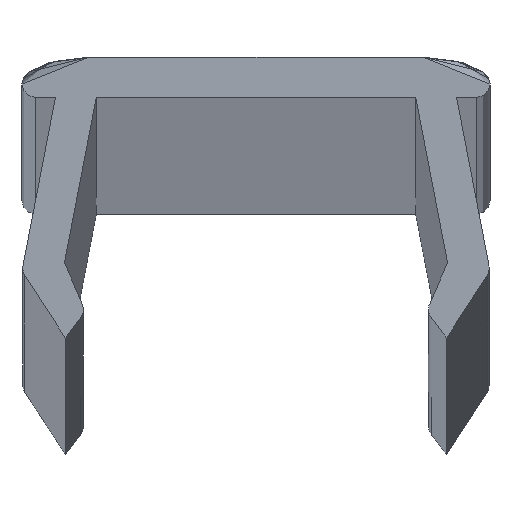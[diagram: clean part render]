
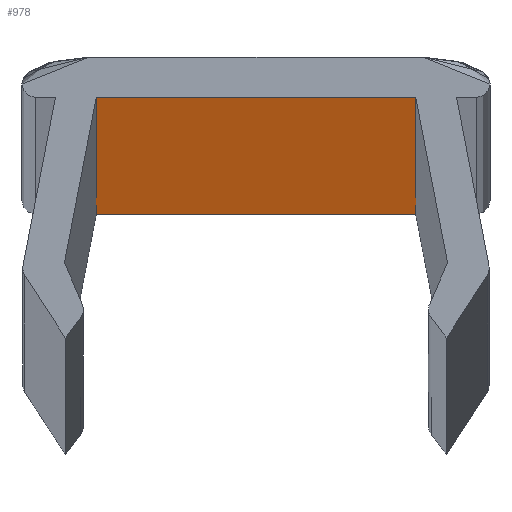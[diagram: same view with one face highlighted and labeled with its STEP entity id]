
A CAD part, top view. The second image highlights one B-rep face of the part: STEP entity #978.
In plain terms, the highlighted planar face has unit normal (0, -1, 0).
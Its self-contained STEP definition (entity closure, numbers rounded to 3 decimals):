
#26 = EDGE_CURVE ( 'NONE', #246, #963, #266, .T. ) ;
#32 = LINE ( 'NONE', #943, #35 ) ;
#35 = VECTOR ( 'NONE', #948, 1000. ) ;
#41 = ORIENTED_EDGE ( 'NONE', *, *, #26, .F. ) ;
#48 = CARTESIAN_POINT ( 'NONE',  ( 0., 3.6, 1000. ) ) ;
#51 = DIRECTION ( 'NONE',  ( 1., 0., 0. ) ) ;
#99 = CARTESIAN_POINT ( 'NONE',  ( 2.389, 3.6, 1000. ) ) ;
#103 = VECTOR ( 'NONE', #808, 1000. ) ;
#118 = CARTESIAN_POINT ( 'NONE',  ( 2.389, 3.6, 0. ) ) ;
#161 = CARTESIAN_POINT ( 'NONE',  ( -2.389, 3.6, 1000. ) ) ;
#179 = VECTOR ( 'NONE', #249, 1000. ) ;
#182 = EDGE_CURVE ( 'NONE', #962, #348, #689, .T. ) ;
#243 = ORIENTED_EDGE ( 'NONE', *, *, #182, .T. ) ;
#246 = VERTEX_POINT ( 'NONE', #99 ) ;
#249 = DIRECTION ( 'NONE',  ( 0., 0., -1. ) ) ;
#266 = LINE ( 'NONE', #578, #179 ) ;
#268 = PLANE ( 'NONE',  #969 ) ;
#341 = LINE ( 'NONE', #504, #937 ) ;
#348 = VERTEX_POINT ( 'NONE', #814 ) ;
#349 = DIRECTION ( 'NONE',  ( -1., 0., 0. ) ) ;
#414 = EDGE_CURVE ( 'NONE', #962, #246, #341, .T. ) ;
#504 = CARTESIAN_POINT ( 'NONE',  ( 0., 3.6, 1000. ) ) ;
#523 = ORIENTED_EDGE ( 'NONE', *, *, #805, .T. ) ;
#578 = CARTESIAN_POINT ( 'NONE',  ( 2.389, 3.6, 1000. ) ) ;
#590 = CARTESIAN_POINT ( 'NONE',  ( -2.389, 3.6, 1000. ) ) ;
#689 = LINE ( 'NONE', #161, #103 ) ;
#744 = EDGE_LOOP ( 'NONE', ( #523, #41, #911, #243 ) ) ;
#805 = EDGE_CURVE ( 'NONE', #348, #963, #32, .T. ) ;
#808 = DIRECTION ( 'NONE',  ( 0., 0., -1. ) ) ;
#814 = CARTESIAN_POINT ( 'NONE',  ( -2.389, 3.6, 0. ) ) ;
#885 = FACE_OUTER_BOUND ( 'NONE', #744, .T. ) ;
#906 = DIRECTION ( 'NONE',  ( 0., 1., 0. ) ) ;
#911 = ORIENTED_EDGE ( 'NONE', *, *, #414, .F. ) ;
#937 = VECTOR ( 'NONE', #51, 1000. ) ;
#943 = CARTESIAN_POINT ( 'NONE',  ( 0., 3.6, 0. ) ) ;
#948 = DIRECTION ( 'NONE',  ( 1., 0., 0. ) ) ;
#962 = VERTEX_POINT ( 'NONE', #590 ) ;
#963 = VERTEX_POINT ( 'NONE', #118 ) ;
#969 = AXIS2_PLACEMENT_3D ( 'NONE', #48, #906, #349 ) ;
#978 = ADVANCED_FACE ( 'NONE', ( #885 ), #268, .F. ) ;
